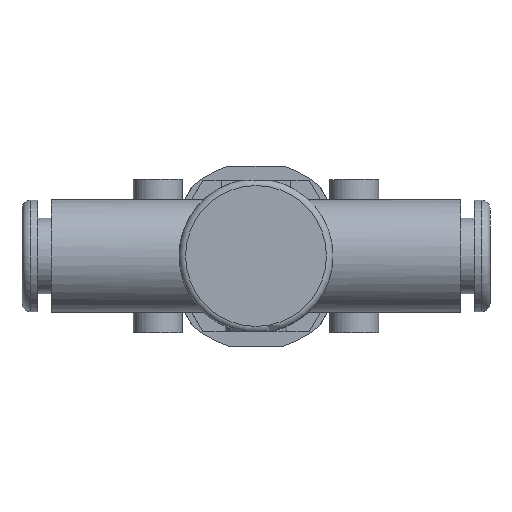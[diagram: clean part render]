
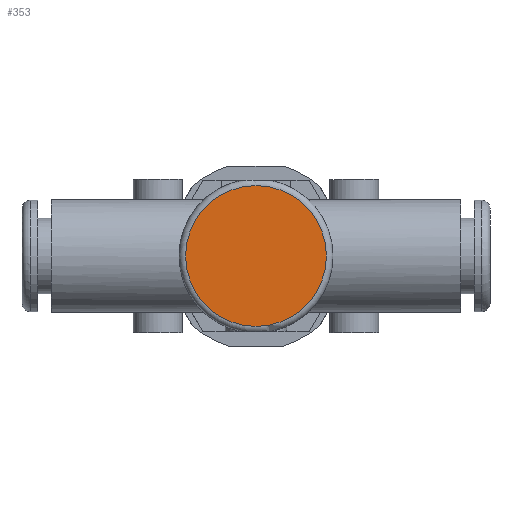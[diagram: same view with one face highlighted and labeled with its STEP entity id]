
A CAD part, front view. The second image highlights one B-rep face of the part: STEP entity #353.
In plain terms, the highlighted planar face has unit normal (0, -1, 0).
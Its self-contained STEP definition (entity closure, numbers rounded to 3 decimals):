
#353 = ADVANCED_FACE( '', ( #815 ), #816, .F. );
#815 = FACE_OUTER_BOUND( '', #1450, .T. );
#816 = PLANE( '', #1451 );
#1450 = EDGE_LOOP( '', ( #2243 ) );
#1451 = AXIS2_PLACEMENT_3D( '', #2244, #2245, #2246 );
#2243 = ORIENTED_EDGE( '', *, *, #3585, .T. );
#2244 = CARTESIAN_POINT( '', ( 8.6, -9.1, 0. ) );
#2245 = DIRECTION( '', ( 0., 1., 0. ) );
#2246 = DIRECTION( '', ( 0., 0., 1. ) );
#3585 = EDGE_CURVE( '', #4263, #4263, #4264, .T. );
#4263 = VERTEX_POINT( '', #5524 );
#4264 = CIRCLE( '', #5525, 8.6 );
#5524 = CARTESIAN_POINT( '', ( 0., -9.1, -8.6 ) );
#5525 = AXIS2_PLACEMENT_3D( '', #6886, #6887, #6888 );
#6886 = CARTESIAN_POINT( '', ( 0., -9.1, 0. ) );
#6887 = DIRECTION( '', ( 0., -1., 0. ) );
#6888 = DIRECTION( '', ( 0., 0., -1. ) );
